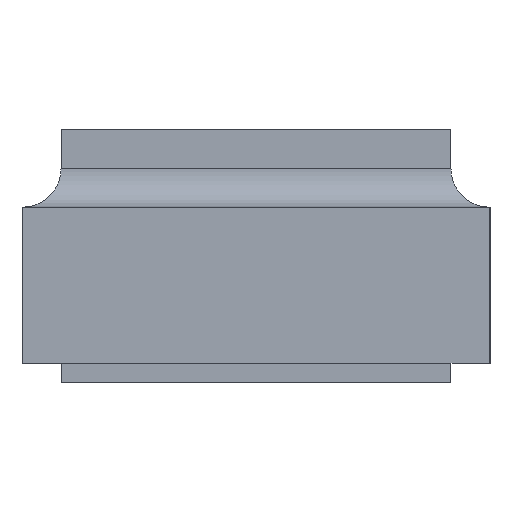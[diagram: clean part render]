
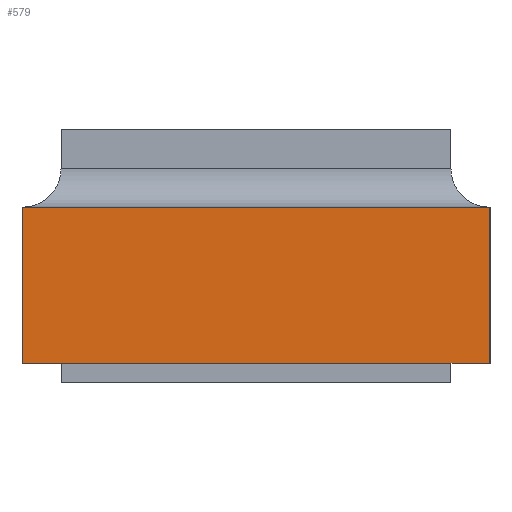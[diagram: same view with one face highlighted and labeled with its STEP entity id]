
A CAD part, left-side view. The second image highlights one B-rep face of the part: STEP entity #579.
In plain terms, the highlighted planar face has unit normal (-1, 0, 0).
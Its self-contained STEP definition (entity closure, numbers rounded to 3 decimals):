
#32 = PLANE('',#33);
#33 = AXIS2_PLACEMENT_3D('',#34,#35,#36);
#34 = CARTESIAN_POINT('',(0.,0.,0.4));
#35 = DIRECTION('',(0.,0.,1.));
#36 = DIRECTION('',(1.,0.,0.));
#141 = VERTEX_POINT('',#142);
#142 = CARTESIAN_POINT('',(-1.025,0.6,0.4));
#158 = PLANE('',#159);
#159 = AXIS2_PLACEMENT_3D('',#160,#161,#162);
#160 = CARTESIAN_POINT('',(-1.025,0.6,0.));
#161 = DIRECTION('',(0.,1.,0.));
#162 = DIRECTION('',(1.,0.,0.));
#170 = EDGE_CURVE('',#171,#141,#173,.T.);
#171 = VERTEX_POINT('',#172);
#172 = CARTESIAN_POINT('',(-1.025,-0.6,0.4));
#173 = SURFACE_CURVE('',#174,(#178,#185),.PCURVE_S1.);
#174 = LINE('',#175,#176);
#175 = CARTESIAN_POINT('',(-1.025,-0.6,0.4));
#176 = VECTOR('',#177,1.);
#177 = DIRECTION('',(0.,1.,0.));
#178 = PCURVE('',#32,#179);
#179 = DEFINITIONAL_REPRESENTATION('',(#180),#184);
#180 = LINE('',#181,#182);
#181 = CARTESIAN_POINT('',(-1.025,-0.6));
#182 = VECTOR('',#183,1.);
#183 = DIRECTION('',(0.,1.));
#184 = ( GEOMETRIC_REPRESENTATION_CONTEXT(2) 
PARAMETRIC_REPRESENTATION_CONTEXT() REPRESENTATION_CONTEXT('2D SPACE',''
  ) );
#185 = PCURVE('',#186,#191);
#186 = PLANE('',#187);
#187 = AXIS2_PLACEMENT_3D('',#188,#189,#190);
#188 = CARTESIAN_POINT('',(-1.025,-0.6,0.));
#189 = DIRECTION('',(-1.,0.,0.));
#190 = DIRECTION('',(0.,1.,0.));
#191 = DEFINITIONAL_REPRESENTATION('',(#192),#196);
#192 = LINE('',#193,#194);
#193 = CARTESIAN_POINT('',(0.,-0.4));
#194 = VECTOR('',#195,1.);
#195 = DIRECTION('',(1.,0.));
#196 = ( GEOMETRIC_REPRESENTATION_CONTEXT(2) 
PARAMETRIC_REPRESENTATION_CONTEXT() REPRESENTATION_CONTEXT('2D SPACE',''
  ) );
#214 = PLANE('',#215);
#215 = AXIS2_PLACEMENT_3D('',#216,#217,#218);
#216 = CARTESIAN_POINT('',(1.025,-0.6,0.));
#217 = DIRECTION('',(0.,-1.,0.));
#218 = DIRECTION('',(-1.,0.,0.));
#507 = EDGE_CURVE('',#508,#141,#510,.T.);
#508 = VERTEX_POINT('',#509);
#509 = CARTESIAN_POINT('',(-1.025,0.6,0.));
#510 = SURFACE_CURVE('',#511,(#515,#522),.PCURVE_S1.);
#511 = LINE('',#512,#513);
#512 = CARTESIAN_POINT('',(-1.025,0.6,0.));
#513 = VECTOR('',#514,1.);
#514 = DIRECTION('',(0.,0.,1.));
#515 = PCURVE('',#158,#516);
#516 = DEFINITIONAL_REPRESENTATION('',(#517),#521);
#517 = LINE('',#518,#519);
#518 = CARTESIAN_POINT('',(0.,0.));
#519 = VECTOR('',#520,1.);
#520 = DIRECTION('',(0.,-1.));
#521 = ( GEOMETRIC_REPRESENTATION_CONTEXT(2) 
PARAMETRIC_REPRESENTATION_CONTEXT() REPRESENTATION_CONTEXT('2D SPACE',''
  ) );
#522 = PCURVE('',#186,#523);
#523 = DEFINITIONAL_REPRESENTATION('',(#524),#528);
#524 = LINE('',#525,#526);
#525 = CARTESIAN_POINT('',(1.2,0.));
#526 = VECTOR('',#527,1.);
#527 = DIRECTION('',(0.,-1.));
#528 = ( GEOMETRIC_REPRESENTATION_CONTEXT(2) 
PARAMETRIC_REPRESENTATION_CONTEXT() REPRESENTATION_CONTEXT('2D SPACE',''
  ) );
#568 = PLANE('',#569);
#569 = AXIS2_PLACEMENT_3D('',#570,#571,#572);
#570 = CARTESIAN_POINT('',(0.,0.,0.));
#571 = DIRECTION('',(0.,0.,1.));
#572 = DIRECTION('',(1.,0.,0.));
#579 = ADVANCED_FACE('',(#580),#186,.T.);
#580 = FACE_BOUND('',#581,.T.);
#581 = EDGE_LOOP('',(#582,#605,#606,#607,#630,#658));
#582 = ORIENTED_EDGE('',*,*,#583,.T.);
#583 = EDGE_CURVE('',#584,#171,#586,.T.);
#584 = VERTEX_POINT('',#585);
#585 = CARTESIAN_POINT('',(-1.025,-0.6,0.));
#586 = SURFACE_CURVE('',#587,(#591,#598),.PCURVE_S1.);
#587 = LINE('',#588,#589);
#588 = CARTESIAN_POINT('',(-1.025,-0.6,0.));
#589 = VECTOR('',#590,1.);
#590 = DIRECTION('',(0.,0.,1.));
#591 = PCURVE('',#186,#592);
#592 = DEFINITIONAL_REPRESENTATION('',(#593),#597);
#593 = LINE('',#594,#595);
#594 = CARTESIAN_POINT('',(0.,0.));
#595 = VECTOR('',#596,1.);
#596 = DIRECTION('',(0.,-1.));
#597 = ( GEOMETRIC_REPRESENTATION_CONTEXT(2) 
PARAMETRIC_REPRESENTATION_CONTEXT() REPRESENTATION_CONTEXT('2D SPACE',''
  ) );
#598 = PCURVE('',#214,#599);
#599 = DEFINITIONAL_REPRESENTATION('',(#600),#604);
#600 = LINE('',#601,#602);
#601 = CARTESIAN_POINT('',(2.05,0.));
#602 = VECTOR('',#603,1.);
#603 = DIRECTION('',(0.,-1.));
#604 = ( GEOMETRIC_REPRESENTATION_CONTEXT(2) 
PARAMETRIC_REPRESENTATION_CONTEXT() REPRESENTATION_CONTEXT('2D SPACE',''
  ) );
#605 = ORIENTED_EDGE('',*,*,#170,.T.);
#606 = ORIENTED_EDGE('',*,*,#507,.F.);
#607 = ORIENTED_EDGE('',*,*,#608,.F.);
#608 = EDGE_CURVE('',#609,#508,#611,.T.);
#609 = VERTEX_POINT('',#610);
#610 = CARTESIAN_POINT('',(-1.025,0.5,0.));
#611 = SURFACE_CURVE('',#612,(#616,#623),.PCURVE_S1.);
#612 = LINE('',#613,#614);
#613 = CARTESIAN_POINT('',(-1.025,-0.6,0.));
#614 = VECTOR('',#615,1.);
#615 = DIRECTION('',(0.,1.,0.));
#616 = PCURVE('',#186,#617);
#617 = DEFINITIONAL_REPRESENTATION('',(#618),#622);
#618 = LINE('',#619,#620);
#619 = CARTESIAN_POINT('',(0.,0.));
#620 = VECTOR('',#621,1.);
#621 = DIRECTION('',(1.,0.));
#622 = ( GEOMETRIC_REPRESENTATION_CONTEXT(2) 
PARAMETRIC_REPRESENTATION_CONTEXT() REPRESENTATION_CONTEXT('2D SPACE',''
  ) );
#623 = PCURVE('',#568,#624);
#624 = DEFINITIONAL_REPRESENTATION('',(#625),#629);
#625 = LINE('',#626,#627);
#626 = CARTESIAN_POINT('',(-1.025,-0.6));
#627 = VECTOR('',#628,1.);
#628 = DIRECTION('',(0.,1.));
#629 = ( GEOMETRIC_REPRESENTATION_CONTEXT(2) 
PARAMETRIC_REPRESENTATION_CONTEXT() REPRESENTATION_CONTEXT('2D SPACE',''
  ) );
#630 = ORIENTED_EDGE('',*,*,#631,.T.);
#631 = EDGE_CURVE('',#609,#632,#634,.T.);
#632 = VERTEX_POINT('',#633);
#633 = CARTESIAN_POINT('',(-1.025,-0.5,0.));
#634 = SURFACE_CURVE('',#635,(#639,#646),.PCURVE_S1.);
#635 = LINE('',#636,#637);
#636 = CARTESIAN_POINT('',(-1.025,0.5,0.));
#637 = VECTOR('',#638,1.);
#638 = DIRECTION('',(0.,-1.,0.));
#639 = PCURVE('',#186,#640);
#640 = DEFINITIONAL_REPRESENTATION('',(#641),#645);
#641 = LINE('',#642,#643);
#642 = CARTESIAN_POINT('',(1.1,0.));
#643 = VECTOR('',#644,1.);
#644 = DIRECTION('',(-1.,0.));
#645 = ( GEOMETRIC_REPRESENTATION_CONTEXT(2) 
PARAMETRIC_REPRESENTATION_CONTEXT() REPRESENTATION_CONTEXT('2D SPACE',''
  ) );
#646 = PCURVE('',#647,#652);
#647 = PLANE('',#648);
#648 = AXIS2_PLACEMENT_3D('',#649,#650,#651);
#649 = CARTESIAN_POINT('',(-1.025,0.5,0.));
#650 = DIRECTION('',(-1.,-0.,-0.));
#651 = DIRECTION('',(0.,-1.,0.));
#652 = DEFINITIONAL_REPRESENTATION('',(#653),#657);
#653 = LINE('',#654,#655);
#654 = CARTESIAN_POINT('',(0.,0.));
#655 = VECTOR('',#656,1.);
#656 = DIRECTION('',(1.,0.));
#657 = ( GEOMETRIC_REPRESENTATION_CONTEXT(2) 
PARAMETRIC_REPRESENTATION_CONTEXT() REPRESENTATION_CONTEXT('2D SPACE',''
  ) );
#658 = ORIENTED_EDGE('',*,*,#659,.F.);
#659 = EDGE_CURVE('',#584,#632,#660,.T.);
#660 = SURFACE_CURVE('',#661,(#665,#672),.PCURVE_S1.);
#661 = LINE('',#662,#663);
#662 = CARTESIAN_POINT('',(-1.025,-0.6,0.));
#663 = VECTOR('',#664,1.);
#664 = DIRECTION('',(0.,1.,0.));
#665 = PCURVE('',#186,#666);
#666 = DEFINITIONAL_REPRESENTATION('',(#667),#671);
#667 = LINE('',#668,#669);
#668 = CARTESIAN_POINT('',(0.,0.));
#669 = VECTOR('',#670,1.);
#670 = DIRECTION('',(1.,0.));
#671 = ( GEOMETRIC_REPRESENTATION_CONTEXT(2) 
PARAMETRIC_REPRESENTATION_CONTEXT() REPRESENTATION_CONTEXT('2D SPACE',''
  ) );
#672 = PCURVE('',#568,#673);
#673 = DEFINITIONAL_REPRESENTATION('',(#674),#678);
#674 = LINE('',#675,#676);
#675 = CARTESIAN_POINT('',(-1.025,-0.6));
#676 = VECTOR('',#677,1.);
#677 = DIRECTION('',(0.,1.));
#678 = ( GEOMETRIC_REPRESENTATION_CONTEXT(2) 
PARAMETRIC_REPRESENTATION_CONTEXT() REPRESENTATION_CONTEXT('2D SPACE',''
  ) );
